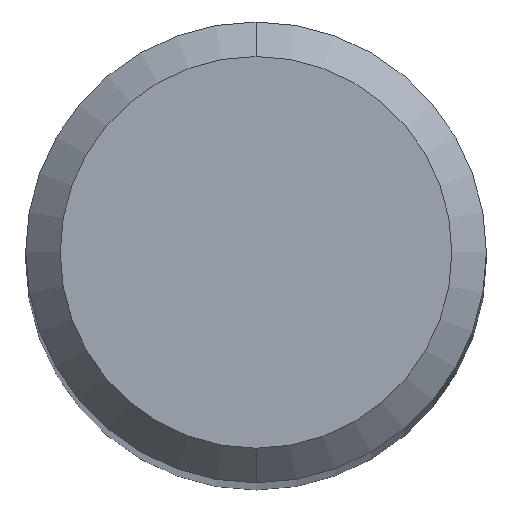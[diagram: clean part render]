
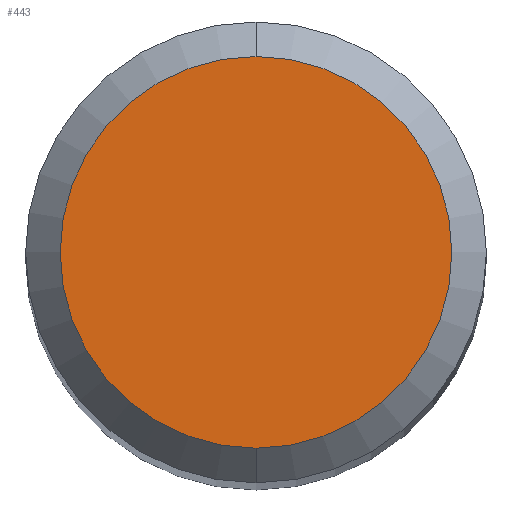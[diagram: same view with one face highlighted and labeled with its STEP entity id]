
A CAD part, top view. The second image highlights one B-rep face of the part: STEP entity #443.
In plain terms, the highlighted planar face has unit normal (0, 0, 1).
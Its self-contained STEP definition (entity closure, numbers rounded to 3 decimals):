
#255=EDGE_CURVE('',#449,#423,#570,.T.);
#411=EDGE_CURVE('',#423,#449,#745,.T.);
#423=VERTEX_POINT('',#759);
#443=ADVANCED_FACE('',(#779),#780,.T.);
#449=VERTEX_POINT('',#786);
#570=CIRCLE('',#980,1.7);
#745=CIRCLE('',#1300,1.7);
#759=CARTESIAN_POINT('',(0.0,1.7,0.0));
#779=FACE_OUTER_BOUND('',#1378,.T.);
#780=PLANE('',#1379);
#786=CARTESIAN_POINT('',(0.,-1.7,0.0));
#980=AXIS2_PLACEMENT_3D('',#1533,#1534,#1535);
#1300=AXIS2_PLACEMENT_3D('',#1766,#1767,#1768);
#1378=EDGE_LOOP('',(#1796,#1797));
#1379=AXIS2_PLACEMENT_3D('',#1798,#1799,#1800);
#1533=CARTESIAN_POINT('',(0.0,0.0,0.0));
#1534=DIRECTION('',(0.0,0.0,-1.0));
#1535=DIRECTION('',(0.0,1.0,0.0));
#1766=CARTESIAN_POINT('',(0.0,0.0,0.0));
#1767=DIRECTION('',(0.0,0.0,-1.0));
#1768=DIRECTION('',(0.0,1.0,0.0));
#1796=ORIENTED_EDGE('',*,*,#411,.F.);
#1797=ORIENTED_EDGE('',*,*,#255,.F.);
#1798=CARTESIAN_POINT('',(0.0,0.85,0.0));
#1799=DIRECTION('',(-0.0,0.0,1.0));
#1800=DIRECTION('',(0.0,-1.0,0.0));
